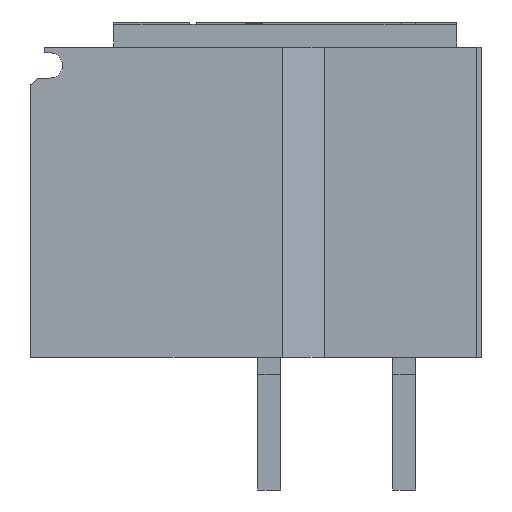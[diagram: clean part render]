
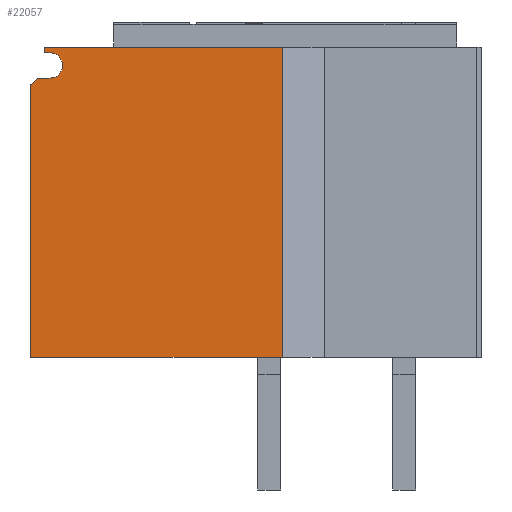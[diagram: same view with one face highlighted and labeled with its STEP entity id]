
A CAD part, left-side view. The second image highlights one B-rep face of the part: STEP entity #22057.
In plain terms, the highlighted planar face has unit normal (-1, 0, 0).
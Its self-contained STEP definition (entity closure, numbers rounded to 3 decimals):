
#307 = ORIENTED_EDGE ( 'NONE', *, *, #7055, .F. ) ;
#506 = VERTEX_POINT ( 'NONE', #2535 ) ;
#518 = LINE ( 'NONE', #18189, #14495 ) ;
#623 = DIRECTION ( 'NONE',  ( -1., 0., 0. ) ) ;
#741 = LINE ( 'NONE', #20300, #7233 ) ;
#1046 = CARTESIAN_POINT ( 'NONE',  ( -389.5, 384., -271. ) ) ;
#1099 = DIRECTION ( 'NONE',  ( 0., 1., 0. ) ) ;
#1156 = LINE ( 'NONE', #1046, #14206 ) ;
#1442 = EDGE_CURVE ( 'NONE', #506, #16342, #11161, .T. ) ;
#1485 = CARTESIAN_POINT ( 'NONE',  ( -389.5, 372., -5. ) ) ;
#2253 = ORIENTED_EDGE ( 'NONE', *, *, #22703, .F. ) ;
#2339 = VERTEX_POINT ( 'NONE', #1485 ) ;
#2475 = VERTEX_POINT ( 'NONE', #3840 ) ;
#2535 = CARTESIAN_POINT ( 'NONE',  ( -389.5, 384., -271. ) ) ;
#2840 = EDGE_CURVE ( 'NONE', #11587, #10821, #741, .T. ) ;
#2911 = VERTEX_POINT ( 'NONE', #13451 ) ;
#3081 = VECTOR ( 'NONE', #1099, 1000. ) ;
#3840 = CARTESIAN_POINT ( 'NONE',  ( -389.5, 384., -33.001 ) ) ;
#4129 = CARTESIAN_POINT ( 'NONE',  ( -389.5, 367., -16. ) ) ;
#4933 = CARTESIAN_POINT ( 'NONE',  ( -389.5, 367., -27. ) ) ;
#5213 = DIRECTION ( 'NONE',  ( 0., -1., 0. ) ) ;
#5796 = ORIENTED_EDGE ( 'NONE', *, *, #21851, .F. ) ;
#5885 = EDGE_CURVE ( 'NONE', #11587, #2911, #20800, .T. ) ;
#5928 = EDGE_CURVE ( 'NONE', #16342, #13029, #518, .T. ) ;
#6053 = VECTOR ( 'NONE', #5213, 1000. ) ;
#6344 = LINE ( 'NONE', #20297, #3081 ) ;
#6665 = VECTOR ( 'NONE', #21953, 1000. ) ;
#6747 = DIRECTION ( 'NONE',  ( -1., 0., 0. ) ) ;
#7055 = EDGE_CURVE ( 'NONE', #21548, #13029, #21032, .T. ) ;
#7233 = VECTOR ( 'NONE', #20648, 1000. ) ;
#7519 = EDGE_CURVE ( 'NONE', #2475, #10821, #10321, .T. ) ;
#7739 = CARTESIAN_POINT ( 'NONE',  ( -389.5, 164., 0. ) ) ;
#8053 = DIRECTION ( 'NONE',  ( 0., 0., 1. ) ) ;
#8610 = CARTESIAN_POINT ( 'NONE',  ( -389.5, 164., -271. ) ) ;
#8662 = CARTESIAN_POINT ( 'NONE',  ( -389.5, 164., -271. ) ) ;
#10152 = EDGE_CURVE ( 'NONE', #21548, #2339, #19816, .T. ) ;
#10221 = ORIENTED_EDGE ( 'NONE', *, *, #2840, .T. ) ;
#10321 = LINE ( 'NONE', #14022, #17486 ) ;
#10350 = FACE_OUTER_BOUND ( 'NONE', #12549, .T. ) ;
#10785 = AXIS2_PLACEMENT_3D ( 'NONE', #4129, #623, #12747 ) ;
#10821 = VERTEX_POINT ( 'NONE', #14202 ) ;
#10895 = DIRECTION ( 'NONE',  ( 0., 0., 1. ) ) ;
#11161 = LINE ( 'NONE', #14864, #6665 ) ;
#11587 = VERTEX_POINT ( 'NONE', #4933 ) ;
#12549 = EDGE_LOOP ( 'NONE', ( #307, #14677, #2253, #16500, #10221, #22293, #5796, #22287, #14110 ) ) ;
#12747 = DIRECTION ( 'NONE',  ( 0., 0., 1. ) ) ;
#13029 = VERTEX_POINT ( 'NONE', #7739 ) ;
#13451 = CARTESIAN_POINT ( 'NONE',  ( -389.5, 367., -5. ) ) ;
#14022 = CARTESIAN_POINT ( 'NONE',  ( -389.5, 374.8, -25.114 ) ) ;
#14080 = CARTESIAN_POINT ( 'NONE',  ( -389.5, 372., 0. ) ) ;
#14110 = ORIENTED_EDGE ( 'NONE', *, *, #5928, .T. ) ;
#14202 = CARTESIAN_POINT ( 'NONE',  ( -389.5, 377., -27. ) ) ;
#14206 = VECTOR ( 'NONE', #8053, 1000. ) ;
#14250 = DIRECTION ( 'NONE',  ( 0., 0., -1. ) ) ;
#14495 = VECTOR ( 'NONE', #10895, 1000. ) ;
#14677 = ORIENTED_EDGE ( 'NONE', *, *, #10152, .T. ) ;
#14864 = CARTESIAN_POINT ( 'NONE',  ( -389.5, 164., -271. ) ) ;
#15434 = DIRECTION ( 'NONE',  ( 0., -0.759, 0.651 ) ) ;
#15683 = CARTESIAN_POINT ( 'NONE',  ( -389.5, 164., 0. ) ) ;
#15793 = PLANE ( 'NONE',  #22366 ) ;
#16342 = VERTEX_POINT ( 'NONE', #8662 ) ;
#16500 = ORIENTED_EDGE ( 'NONE', *, *, #5885, .F. ) ;
#17425 = DIRECTION ( 'NONE',  ( 0., 0., 1. ) ) ;
#17486 = VECTOR ( 'NONE', #15434, 1000. ) ;
#18071 = CARTESIAN_POINT ( 'NONE',  ( -389.5, 372., -271. ) ) ;
#18189 = CARTESIAN_POINT ( 'NONE',  ( -389.5, 164., -271. ) ) ;
#18366 = VECTOR ( 'NONE', #14250, 1000. ) ;
#19816 = LINE ( 'NONE', #18071, #18366 ) ;
#20297 = CARTESIAN_POINT ( 'NONE',  ( -389.5, 164., -5. ) ) ;
#20300 = CARTESIAN_POINT ( 'NONE',  ( -389.5, 164., -27. ) ) ;
#20648 = DIRECTION ( 'NONE',  ( 0., 1., 0. ) ) ;
#20800 = CIRCLE ( 'NONE', #10785, 11. ) ;
#21032 = LINE ( 'NONE', #15683, #6053 ) ;
#21548 = VERTEX_POINT ( 'NONE', #14080 ) ;
#21851 = EDGE_CURVE ( 'NONE', #506, #2475, #1156, .T. ) ;
#21953 = DIRECTION ( 'NONE',  ( 0., -1., 0. ) ) ;
#22057 = ADVANCED_FACE ( 'NONE', ( #10350 ), #15793, .T. ) ;
#22287 = ORIENTED_EDGE ( 'NONE', *, *, #1442, .T. ) ;
#22293 = ORIENTED_EDGE ( 'NONE', *, *, #7519, .F. ) ;
#22366 = AXIS2_PLACEMENT_3D ( 'NONE', #8610, #6747, #17425 ) ;
#22703 = EDGE_CURVE ( 'NONE', #2911, #2339, #6344, .T. ) ;
